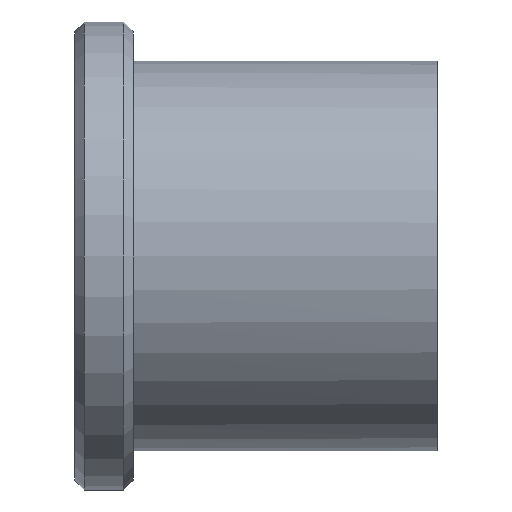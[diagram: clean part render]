
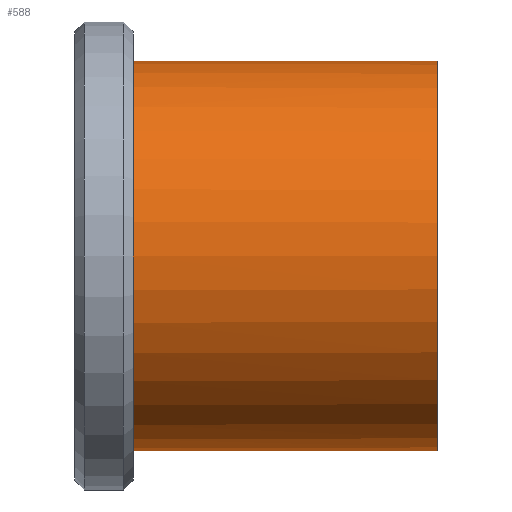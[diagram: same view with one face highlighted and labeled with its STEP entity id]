
A CAD part, left-side view. The second image highlights one B-rep face of the part: STEP entity #588.
In plain terms, the highlighted cylindrical face has radius 10 mm (diameter 20 mm), a full revolution.
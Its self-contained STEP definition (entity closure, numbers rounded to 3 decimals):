
#35=ELLIPSE('',#602,11.547,10.);
#36=ELLIPSE('',#603,11.547,10.);
#78=FACE_OUTER_BOUND('',#117,.T.);
#117=EDGE_LOOP('',(#532,#533,#534,#535,#536,#537,#538,#539,#540));
#121=CIRCLE('',#605,10.);
#122=CIRCLE('',#606,10.);
#130=CIRCLE('',#622,10.);
#147=B_SPLINE_CURVE_WITH_KNOTS('',3,(#999,#1000,#1001,#1002,#1003,#1004),
 .UNSPECIFIED.,.F.,.F.,(4,2,4),(2.152,2.38,2.643),
 .UNSPECIFIED.);
#148=B_SPLINE_CURVE_WITH_KNOTS('',3,(#1005,#1006,#1007,#1008,#1009,#1010),
 .UNSPECIFIED.,.F.,.F.,(4,2,4),(2.643,2.907,3.134),
 .UNSPECIFIED.);
#201=LINE('',#4532,#223);
#223=VECTOR('',#737,10.);
#242=VERTEX_POINT('',#985);
#243=VERTEX_POINT('',#986);
#244=VERTEX_POINT('',#988);
#245=VERTEX_POINT('',#990);
#246=VERTEX_POINT('',#994);
#247=VERTEX_POINT('',#998);
#272=VERTEX_POINT('',#1426);
#304=EDGE_CURVE('',#244,#243,#35,.T.);
#306=EDGE_CURVE('',#242,#245,#36,.T.);
#307=EDGE_CURVE('',#244,#246,#121,.F.);
#308=EDGE_CURVE('',#246,#245,#122,.F.);
#309=EDGE_CURVE('',#243,#247,#147,.T.);
#310=EDGE_CURVE('',#247,#242,#148,.T.);
#346=EDGE_CURVE('',#272,#272,#130,.T.);
#366=EDGE_CURVE('',#246,#272,#201,.T.);
#532=ORIENTED_EDGE('',*,*,#306,.T.);
#533=ORIENTED_EDGE('',*,*,#308,.F.);
#534=ORIENTED_EDGE('',*,*,#366,.T.);
#535=ORIENTED_EDGE('',*,*,#346,.F.);
#536=ORIENTED_EDGE('',*,*,#366,.F.);
#537=ORIENTED_EDGE('',*,*,#307,.F.);
#538=ORIENTED_EDGE('',*,*,#304,.T.);
#539=ORIENTED_EDGE('',*,*,#309,.T.);
#540=ORIENTED_EDGE('',*,*,#310,.T.);
#553=CYLINDRICAL_SURFACE('',#631,10.);
#588=ADVANCED_FACE('',(#78),#553,.T.);
#602=AXIS2_PLACEMENT_3D('',#989,#663,#664);
#603=AXIS2_PLACEMENT_3D('',#992,#666,#667);
#605=AXIS2_PLACEMENT_3D('',#995,#670,#671);
#606=AXIS2_PLACEMENT_3D('',#996,#672,#673);
#622=AXIS2_PLACEMENT_3D('',#1427,#714,#715);
#631=AXIS2_PLACEMENT_3D('',#4531,#735,#736);
#663=DIRECTION('center_axis',(-0.5,0.866,0.));
#664=DIRECTION('ref_axis',(0.866,0.5,0.));
#666=DIRECTION('center_axis',(-0.5,0.866,0.));
#667=DIRECTION('ref_axis',(0.866,0.5,0.));
#670=DIRECTION('center_axis',(0.,1.,0.));
#671=DIRECTION('ref_axis',(1.,0.,0.));
#672=DIRECTION('center_axis',(0.,1.,0.));
#673=DIRECTION('ref_axis',(1.,0.,0.));
#714=DIRECTION('center_axis',(0.,1.,0.));
#715=DIRECTION('ref_axis',(1.,0.,0.));
#735=DIRECTION('center_axis',(0.,-1.,0.));
#736=DIRECTION('ref_axis',(1.,0.,0.));
#737=DIRECTION('',(0.,1.,0.));
#985=CARTESIAN_POINT('',(8.977,-12.267,-4.407));
#986=CARTESIAN_POINT('',(8.977,-12.267,4.407));
#988=CARTESIAN_POINT('',(3.204,-15.6,9.473));
#989=CARTESIAN_POINT('Origin',(0.,-17.45,0.));
#990=CARTESIAN_POINT('',(3.204,-15.6,-9.473));
#992=CARTESIAN_POINT('Origin',(0.,-17.45,0.));
#994=CARTESIAN_POINT('',(-10.,-15.6,0.));
#995=CARTESIAN_POINT('Origin',(0.,-15.6,0.));
#996=CARTESIAN_POINT('Origin',(0.,-15.6,0.));
#998=CARTESIAN_POINT('',(10.,-10.294,0.));
#999=CARTESIAN_POINT('Ctrl Pts',(8.977,-12.267,4.407));
#1000=CARTESIAN_POINT('Ctrl Pts',(9.23,-11.752,3.89));
#1001=CARTESIAN_POINT('Ctrl Pts',(9.477,-11.271,3.27));
#1002=CARTESIAN_POINT('Ctrl Pts',(9.875,-10.518,1.778));
#1003=CARTESIAN_POINT('Ctrl Pts',(10.,-10.294,0.879));
#1004=CARTESIAN_POINT('Ctrl Pts',(10.,-10.294,0.));
#1005=CARTESIAN_POINT('Ctrl Pts',(10.,-10.294,0.));
#1006=CARTESIAN_POINT('Ctrl Pts',(10.,-10.294,-0.879));
#1007=CARTESIAN_POINT('Ctrl Pts',(9.875,-10.518,-1.778));
#1008=CARTESIAN_POINT('Ctrl Pts',(9.477,-11.271,-3.27));
#1009=CARTESIAN_POINT('Ctrl Pts',(9.23,-11.752,-3.89));
#1010=CARTESIAN_POINT('Ctrl Pts',(8.977,-12.267,-4.407));
#1426=CARTESIAN_POINT('',(-10.,0.,0.));
#1427=CARTESIAN_POINT('Origin',(0.,0.,0.));
#4531=CARTESIAN_POINT('Origin',(0.,0.,0.));
#4532=CARTESIAN_POINT('',(-10.,0.,0.));
